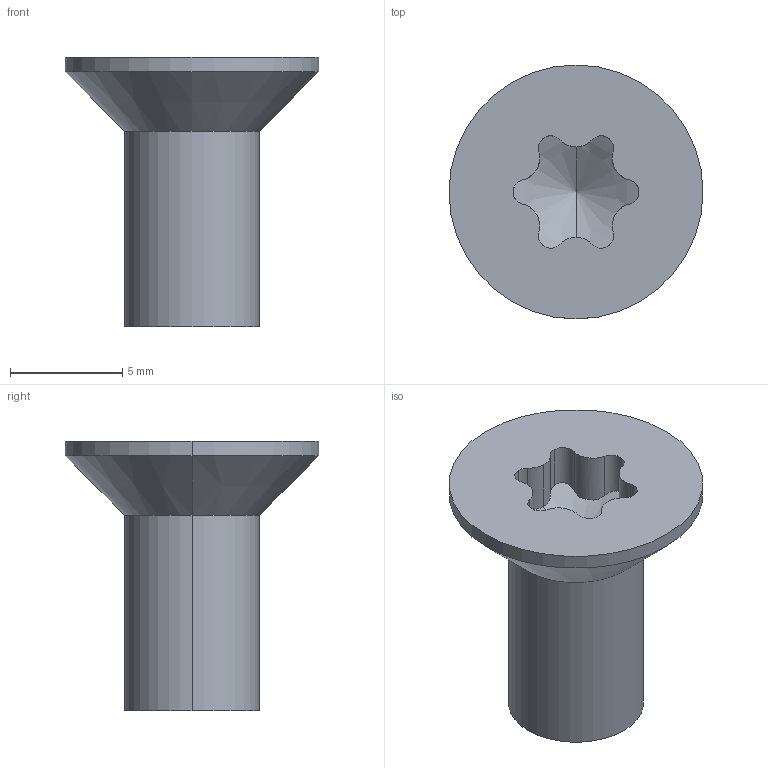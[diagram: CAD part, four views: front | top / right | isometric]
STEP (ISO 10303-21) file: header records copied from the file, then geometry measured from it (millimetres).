
FILE_DESCRIPTION(('STEP AP214'),'1');
FILE_NAME('cctmp_6433BB92-B848-49CF-8B6A-AB050390A758_2023_03_29_09_44_32_0757..stp','2023-03-29T07:44:32',('SIEMENS A&D'),('CADClick - www.CADClick.com'),'Spatial InterOp 3D postprocessed',' ','unknown authorization');
FILE_SCHEMA(('AUTOMOTIVE_DESIGN'));
Length unit declared in the file: millimetre
Products named in the file (1): 2023_03_29_09_44_32_0752
Bounding box: 11.3 x 11.3 x 12 mm (x, y, z)
Volume: 425.5 mm3; surface area: 460.3 mm2
Topology: 1 solids, 1 shells, 34 faces, 92 edges, 59 vertices
Faces by surface type: cylinder 22, plane 8, cone 4
Entity records: 1466 total; most frequent: CARTESIAN_POINT 490, DIRECTION 180, ORIENTED_EDGE 180, EDGE_CURVE 90, AXIS2_PLACEMENT_3D 77, VERTEX_POINT 59, CIRCLE 42, STYLED_ITEM 35
